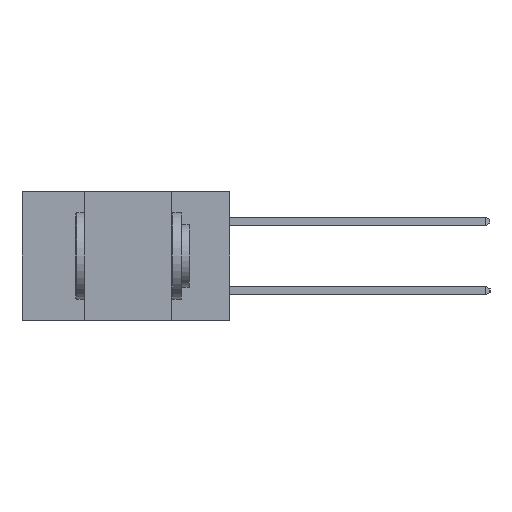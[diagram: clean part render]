
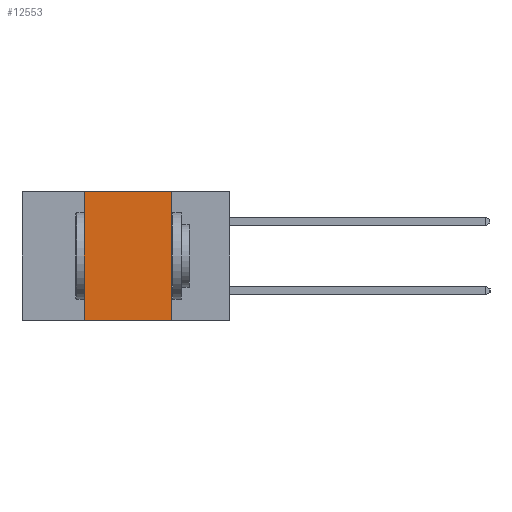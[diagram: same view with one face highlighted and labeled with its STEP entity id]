
A CAD part, left-side view. The second image highlights one B-rep face of the part: STEP entity #12553.
In plain terms, the highlighted planar face has unit normal (-1, 0, 0).
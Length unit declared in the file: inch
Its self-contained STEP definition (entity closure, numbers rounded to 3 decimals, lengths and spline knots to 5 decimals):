
#259 = VECTOR ( 'NONE', #6119, 39.37008 ) ;
#1477 = EDGE_LOOP ( 'NONE', ( #5883, #4252, #1818, #9995 ) ) ;
#1818 = ORIENTED_EDGE ( 'NONE', *, *, #4346, .F. ) ;
#2436 = EDGE_CURVE ( 'NONE', #11273, #13810, #7751, .T. ) ;
#2707 = DIRECTION ( 'NONE',  ( 0., -1., 0. ) ) ;
#2778 = CARTESIAN_POINT ( 'NONE',  ( 0., 0.6, 0. ) ) ;
#2863 = PLANE ( 'NONE',  #5254 ) ;
#3166 = VERTEX_POINT ( 'NONE', #9674 ) ;
#3529 = LINE ( 'NONE', #7277, #259 ) ;
#3963 = DIRECTION ( 'NONE',  ( 0., 0., -1. ) ) ;
#4252 = ORIENTED_EDGE ( 'NONE', *, *, #10245, .F. ) ;
#4346 = EDGE_CURVE ( 'NONE', #4667, #3166, #3529, .T. ) ;
#4667 = VERTEX_POINT ( 'NONE', #13196 ) ;
#5254 = AXIS2_PLACEMENT_3D ( 'NONE', #6572, #15257, #7873 ) ;
#5448 = VECTOR ( 'NONE', #12023, 39.37008 ) ;
#5883 = ORIENTED_EDGE ( 'NONE', *, *, #2436, .F. ) ;
#6041 = FACE_OUTER_BOUND ( 'NONE', #1477, .T. ) ;
#6119 = DIRECTION ( 'NONE',  ( 0., 0., 1. ) ) ;
#6572 = CARTESIAN_POINT ( 'NONE',  ( 0., 0.6, 0. ) ) ;
#7277 = CARTESIAN_POINT ( 'NONE',  ( 0., 0.42, -0.37 ) ) ;
#7751 = LINE ( 'NONE', #11176, #11050 ) ;
#7859 = CARTESIAN_POINT ( 'NONE',  ( 0., 0.17, 0. ) ) ;
#7873 = DIRECTION ( 'NONE',  ( 0., 0., -1. ) ) ;
#8952 = CARTESIAN_POINT ( 'NONE',  ( 0., 0.17, -0.37 ) ) ;
#9674 = CARTESIAN_POINT ( 'NONE',  ( 0., 0.42, 0. ) ) ;
#9995 = ORIENTED_EDGE ( 'NONE', *, *, #12826, .T. ) ;
#10245 = EDGE_CURVE ( 'NONE', #3166, #11273, #12139, .T. ) ;
#10775 = CARTESIAN_POINT ( 'NONE',  ( 0., 0.6, -0.37 ) ) ;
#11050 = VECTOR ( 'NONE', #3963, 39.37008 ) ;
#11176 = CARTESIAN_POINT ( 'NONE',  ( 0., 0.17, -0.37 ) ) ;
#11273 = VERTEX_POINT ( 'NONE', #7859 ) ;
#12023 = DIRECTION ( 'NONE',  ( 0., -1., 0. ) ) ;
#12073 = LINE ( 'NONE', #10775, #5448 ) ;
#12139 = LINE ( 'NONE', #2778, #15019 ) ;
#12553 = ADVANCED_FACE ( 'NONE', ( #6041 ), #2863, .F. ) ;
#12826 = EDGE_CURVE ( 'NONE', #4667, #13810, #12073, .T. ) ;
#13196 = CARTESIAN_POINT ( 'NONE',  ( 0., 0.42, -0.37 ) ) ;
#13810 = VERTEX_POINT ( 'NONE', #8952 ) ;
#15019 = VECTOR ( 'NONE', #2707, 39.37008 ) ;
#15257 = DIRECTION ( 'NONE',  ( 1., 0., 0. ) ) ;
